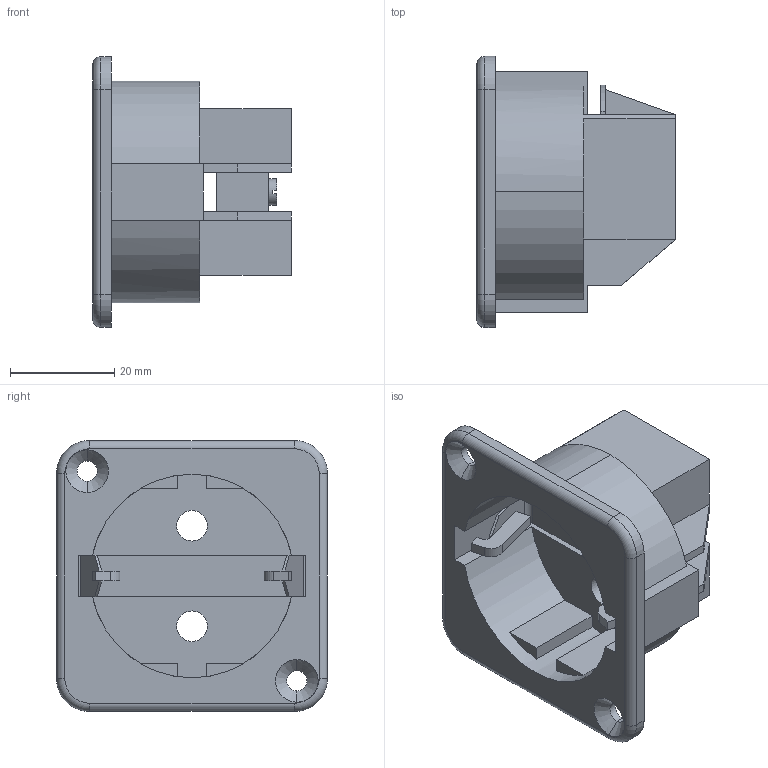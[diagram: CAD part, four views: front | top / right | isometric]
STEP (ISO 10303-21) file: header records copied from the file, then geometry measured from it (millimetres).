
FILE_DESCRIPTION (( 'STEP AP203' ), '1' );
FILE_NAME ('88011081.STEP', '2013-11-07T21:26:48', ( 'Joe Ourada' ), ( 'Microsoft' ), 'SwSTEP 2.0', 'SolidWorks 2013', '' );
FILE_SCHEMA (( 'CONFIG_CONTROL_DESIGN' ));
Length unit declared in the file: inch
Products named in the file (1): 88011081
Bounding box: 38.23 x 52.07 x 52.07 mm (x, y, z)
Volume: 19138.8 mm3; surface area: 18368.9 mm2
Topology: 1 solids, 1 shells, 230 faces, 638 edges, 416 vertices
Faces by surface type: plane 169, cylinder 53, cone 4, torus 4
Entity records: 7423 total; most frequent: CARTESIAN_POINT 1285, ORIENTED_EDGE 1276, DIRECTION 1238, EDGE_CURVE 638, LINE 500, VECTOR 500, VERTEX_POINT 416, AXIS2_PLACEMENT_3D 369
